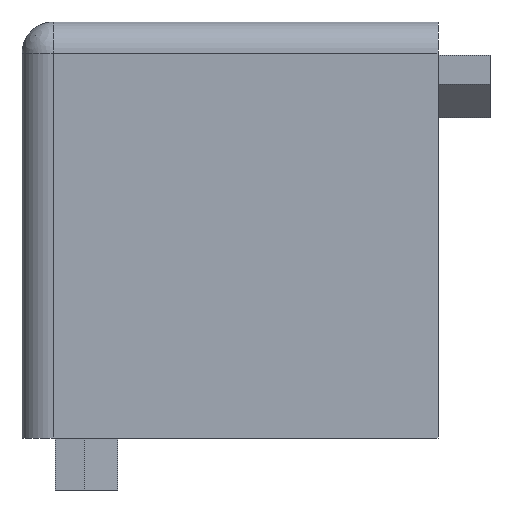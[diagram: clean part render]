
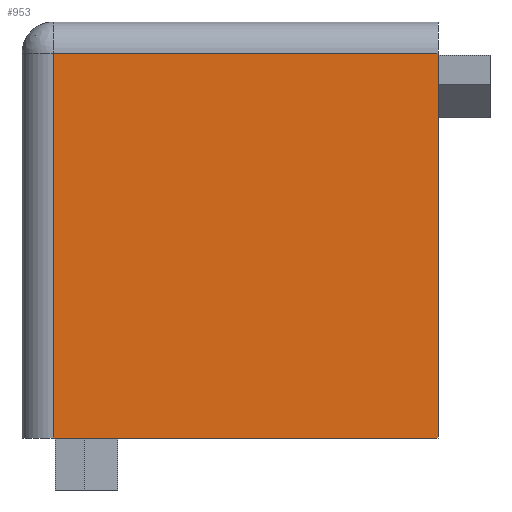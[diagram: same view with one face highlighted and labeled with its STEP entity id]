
A CAD part, front view. The second image highlights one B-rep face of the part: STEP entity #953.
In plain terms, the highlighted planar face has unit normal (0, -1, 0).
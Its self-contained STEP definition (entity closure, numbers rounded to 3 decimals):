
#66 = DIRECTION ( 'NONE',  ( 0., 0., 1. ) ) ;
#113 = VERTEX_POINT ( 'NONE', #1926 ) ;
#216 = EDGE_CURVE ( 'NONE', #923, #1079, #1905, .T. ) ;
#256 = DIRECTION ( 'NONE',  ( 1., 0., 0. ) ) ;
#278 = ORIENTED_EDGE ( 'NONE', *, *, #216, .F. ) ;
#413 = CARTESIAN_POINT ( 'NONE',  ( 0., -10., 10. ) ) ;
#534 = DIRECTION ( 'NONE',  ( 0., 0., 1. ) ) ;
#583 = AXIS2_PLACEMENT_3D ( 'NONE', #413, #1667, #1804 ) ;
#603 = ORIENTED_EDGE ( 'NONE', *, *, #1324, .F. ) ;
#623 = EDGE_LOOP ( 'NONE', ( #603, #1076, #1840, #278 ) ) ;
#664 = FACE_OUTER_BOUND ( 'NONE', #623, .T. ) ;
#755 = EDGE_CURVE ( 'NONE', #1410, #113, #1489, .T. ) ;
#837 = DIRECTION ( 'NONE',  ( 1., 0., 0. ) ) ;
#923 = VERTEX_POINT ( 'NONE', #1911 ) ;
#953 = ADVANCED_FACE ( 'NONE', ( #664 ), #1974, .F. ) ;
#1076 = ORIENTED_EDGE ( 'NONE', *, *, #755, .T. ) ;
#1079 = VERTEX_POINT ( 'NONE', #1223 ) ;
#1094 = VECTOR ( 'NONE', #534, 1000. ) ;
#1223 = CARTESIAN_POINT ( 'NONE',  ( 10., -10., 18.5 ) ) ;
#1264 = CARTESIAN_POINT ( 'NONE',  ( -8.5, -10., 10. ) ) ;
#1324 = EDGE_CURVE ( 'NONE', #1410, #923, #1894, .T. ) ;
#1408 = CARTESIAN_POINT ( 'NONE',  ( -8.5, -10., 0. ) ) ;
#1410 = VERTEX_POINT ( 'NONE', #1408 ) ;
#1437 = VECTOR ( 'NONE', #256, 1000. ) ;
#1489 = LINE ( 'NONE', #1762, #1437 ) ;
#1506 = LINE ( 'NONE', #1612, #1094 ) ;
#1612 = CARTESIAN_POINT ( 'NONE',  ( 10., -10., 10. ) ) ;
#1666 = VECTOR ( 'NONE', #66, 1000. ) ;
#1667 = DIRECTION ( 'NONE',  ( 0., 1., 0. ) ) ;
#1691 = VECTOR ( 'NONE', #837, 1000. ) ;
#1758 = CARTESIAN_POINT ( 'NONE',  ( 0., -10., 18.5 ) ) ;
#1762 = CARTESIAN_POINT ( 'NONE',  ( 0., -10., 0. ) ) ;
#1804 = DIRECTION ( 'NONE',  ( 0., 0., 1. ) ) ;
#1840 = ORIENTED_EDGE ( 'NONE', *, *, #1851, .T. ) ;
#1851 = EDGE_CURVE ( 'NONE', #113, #1079, #1506, .T. ) ;
#1894 = LINE ( 'NONE', #1264, #1666 ) ;
#1905 = LINE ( 'NONE', #1758, #1691 ) ;
#1911 = CARTESIAN_POINT ( 'NONE',  ( -8.5, -10., 18.5 ) ) ;
#1926 = CARTESIAN_POINT ( 'NONE',  ( 10., -10., 0. ) ) ;
#1974 = PLANE ( 'NONE',  #583 ) ;
